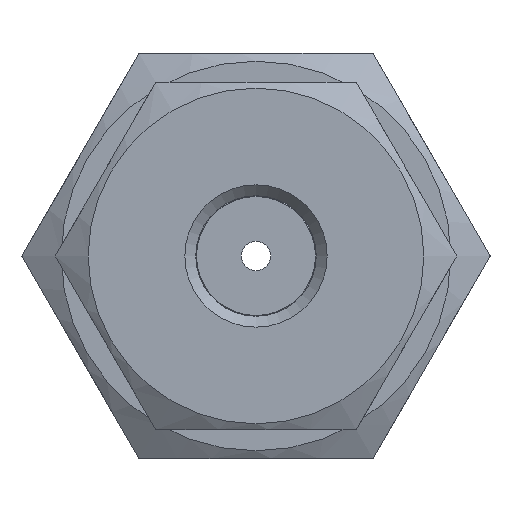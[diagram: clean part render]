
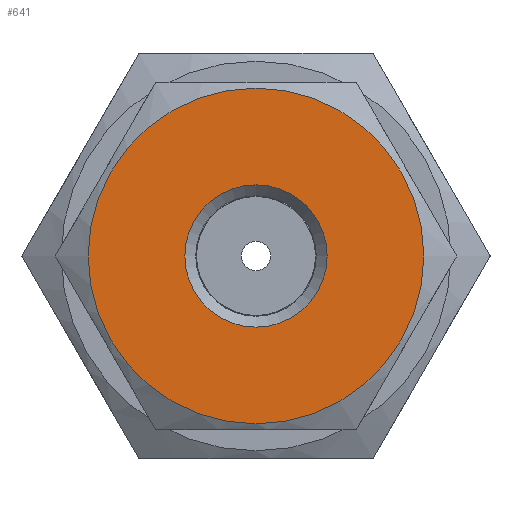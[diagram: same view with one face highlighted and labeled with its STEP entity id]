
A CAD part, left-side view. The second image highlights one B-rep face of the part: STEP entity #641.
In plain terms, the highlighted planar face has unit normal (-1, 0, 0).
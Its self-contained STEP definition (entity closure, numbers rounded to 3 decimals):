
#614=CARTESIAN_POINT('',(-11.525,-5.119,-7.291));
#615=DIRECTION('',(-1.0,0.0,0.0));
#616=DIRECTION('',(0.0,0.0,1.0));
#617=AXIS2_PLACEMENT_3D('',#614,#615,#616);
#618=PLANE('',#617);
#619=CARTESIAN_POINT('',(-11.525,-2.819,-7.291));
#620=VERTEX_POINT('',#619);
#621=CARTESIAN_POINT('',(-11.525,-7.419,-7.291));
#622=DIRECTION('',(1.0,0.0,0.0));
#623=DIRECTION('',(0.0,1.0,0.0));
#624=AXIS2_PLACEMENT_3D('',#621,#622,#623);
#625=CIRCLE('',#624,4.6);
#626=EDGE_CURVE('',#620,#620,#625,.T.);
#627=ORIENTED_EDGE('',*,*,#626,.F.);
#628=EDGE_LOOP('',(#627));
#629=FACE_OUTER_BOUND('',#628,.T.);
#630=CARTESIAN_POINT('',(-11.525,-9.369,-7.291));
#631=VERTEX_POINT('',#630);
#632=CARTESIAN_POINT('',(-11.525,-7.419,-7.291));
#633=DIRECTION('',(-1.0,0.0,0.0));
#634=DIRECTION('',(0.0,1.0,0.0));
#635=AXIS2_PLACEMENT_3D('',#632,#633,#634);
#636=CIRCLE('',#635,1.95);
#637=EDGE_CURVE('',#631,#631,#636,.T.);
#638=ORIENTED_EDGE('',*,*,#637,.F.);
#639=EDGE_LOOP('',(#638));
#640=FACE_BOUND('',#639,.T.);
#641=ADVANCED_FACE('',(#629,#640),#618,.T.);
